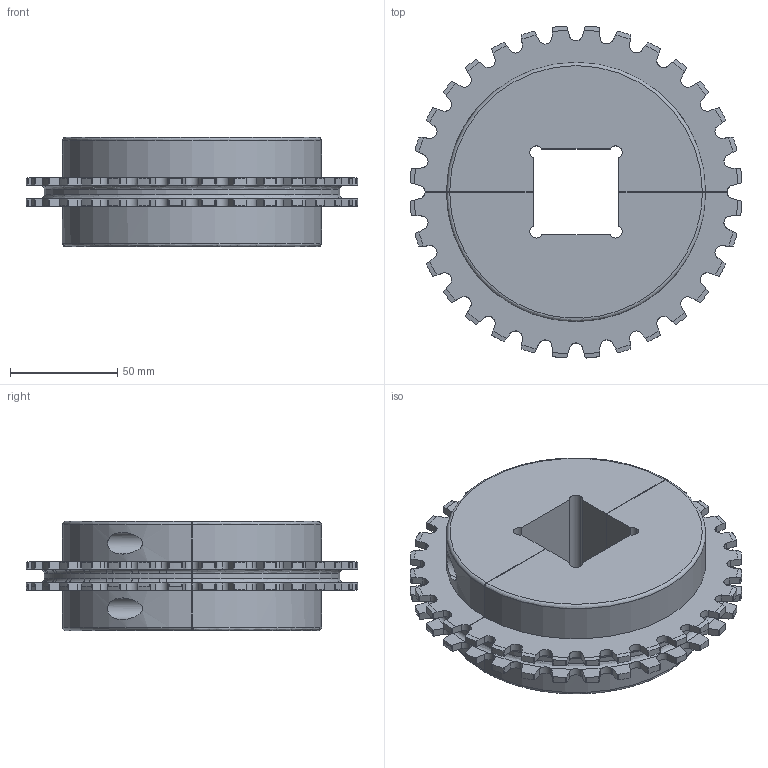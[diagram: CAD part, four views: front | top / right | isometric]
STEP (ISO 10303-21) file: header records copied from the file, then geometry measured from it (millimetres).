
FILE_DESCRIPTION (( 'STEP AP203' ), '1' );
FILE_NAME ('KUS1500-32T_40MM_S_PA.STEP', '2020-05-14T09:26:18', ( '' ), ( '' ), 'SwSTEP 2.0', 'SolidWorks 2017', '' );
FILE_SCHEMA (( 'CONFIG_CONTROL_DESIGN' ));
Length unit declared in the file: millimetre
Products named in the file (1): KUS1500-32T_40MM_S_PA
Bounding box: 154.52 x 154.52 x 50.8 mm (x, y, z)
Volume: 550200.7 mm3; surface area: 79071 mm2
Topology: 2 solids, 2 shells, 704 faces, 2008 edges, 1312 vertices
Faces by surface type: cylinder 352, plane 218, cone 65, bspline 35, torus 34
Entity records: 25868 total; most frequent: CARTESIAN_POINT 7574, ORIENTED_EDGE 4000, DIRECTION 3790, EDGE_CURVE 2000, AXIS2_PLACEMENT_3D 1500, VERTEX_POINT 1312, CIRCLE 830, VECTOR 790
